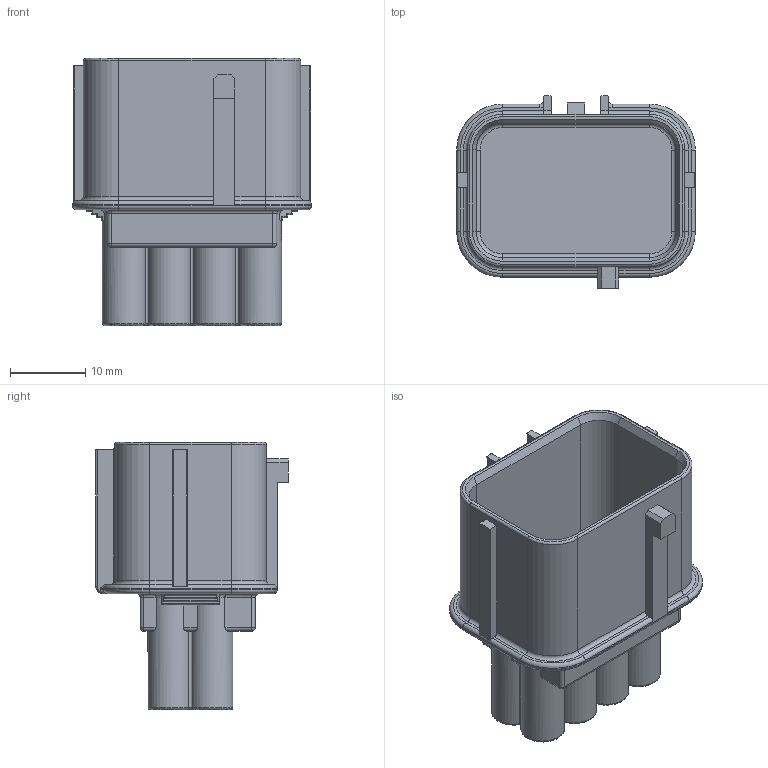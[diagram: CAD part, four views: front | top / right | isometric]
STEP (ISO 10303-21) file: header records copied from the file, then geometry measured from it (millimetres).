
FILE_DESCRIPTION(/* description */ (''),/* implementation_level */ '2;1');
FILE_NAME(/* name */ 'HW-8P.stp',/* time_stamp */ '2024-03-26T14:07:38-05:00',/* author */ (''),/* organization */ ('Corsa Technic, LLC'),/* preprocessor_version */ 'ST-DEVELOPER v20',/* originating_system */ 'Autodesk Translation Framework v12.20.1.177',/* authorisation */ '3D design STEP models are provided for reference only. STEP models DO NOT provide accurate tolerance information and the model may not be constructed to the nominal nor the manufacturing-optimized version of the design. User assumes all risks from use of these models. Corsa Technic, LLC makes no representation or warranty (expressed or implied) with respect to the STEP models, including but not limited to the accuracy or completeness of product dimensions or any other technical specifications contained in or accompanying the STEP models, non-infringement of third party rights, and quality, suitability, fitness for purpose or title.');
FILE_SCHEMA (('AUTOMOTIVE_DESIGN { 1 0 10303 214 3 1 1 }'));
Length unit declared in the file: millimetre
Products named in the file (1): HW-8P
Bounding box: 31.7 x 25.6 x 35.5 mm (x, y, z)
Volume: 6002.2 mm3; surface area: 7341.6 mm2
Topology: 1 solids, 1 shells, 340 faces, 812 edges, 482 vertices
Faces by surface type: cylinder 148, plane 100, torus 56, sphere 16, cone 12, bspline 8
Full cylindrical faces by diameter (mm): 2.3 x3, 4.4 x8
Entity records: 10241 total; most frequent: CARTESIAN_POINT 2219, DIRECTION 1800, ORIENTED_EDGE 1612, EDGE_CURVE 806, AXIS2_PLACEMENT_3D 709, VERTEX_POINT 482, LINE 382, VECTOR 382
